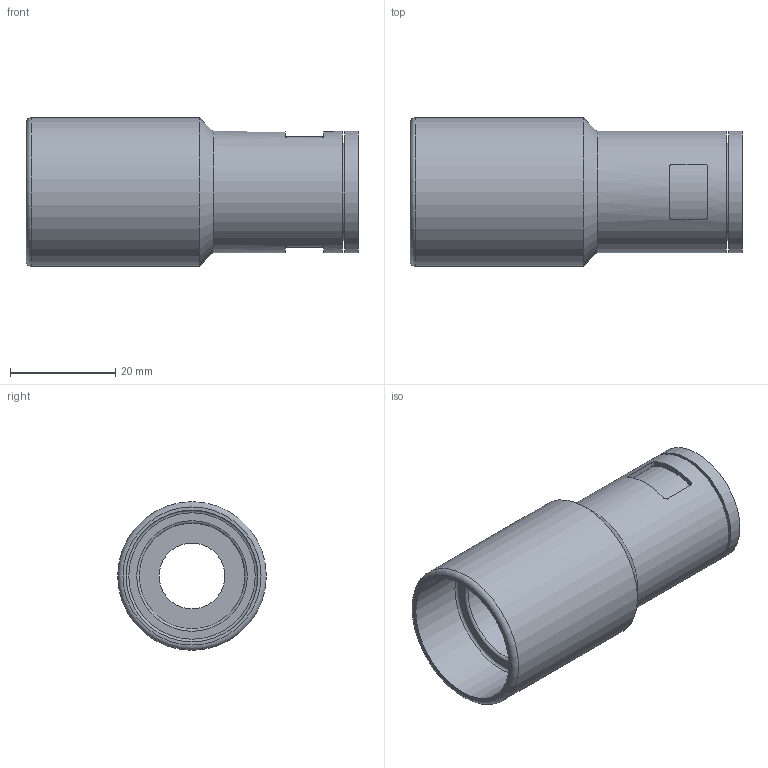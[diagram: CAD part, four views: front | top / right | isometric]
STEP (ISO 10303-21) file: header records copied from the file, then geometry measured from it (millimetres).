
FILE_DESCRIPTION( ( 'STEP AP203' ), '1' );
FILE_NAME( 'FLEXA RQGR 5601.015.228.stp', '2020-03-24T09:53:45', ( 'License CC BY-ND 4.0' ), ( 'CADENAS' ), ' ', 'PARTsolutions', ' ' );
FILE_SCHEMA( ( 'CONFIG_CONTROL_DESIGN' ) );
Length unit declared in the file: millimetre
Products named in the file (1): _FLEXA RQGR 5601.015.228
Bounding box: 63 x 28.2 x 28.2 mm (x, y, z)
Volume: 14637.3 mm3; surface area: 10022.1 mm2
Topology: 1 solids, 1 shells, 38 faces, 85 edges, 55 vertices
Faces by surface type: cylinder 18, plane 15, torus 4, cone 1
Full cylindrical faces by diameter (mm): 12.5 x1, 15.8 x1, 18.5 x1, 20 x1, 23 x2, 25 x1, 28.2 x1
Entity records: 1080 total; most frequent: CARTESIAN_POINT 263, DIRECTION 158, ORIENTED_EDGE 136, EDGE_CURVE 68, AXIS2_PLACEMENT_3D 67, EDGE_LOOP 60, VERTEX_POINT 52, FACE_OUTER_BOUND 50
